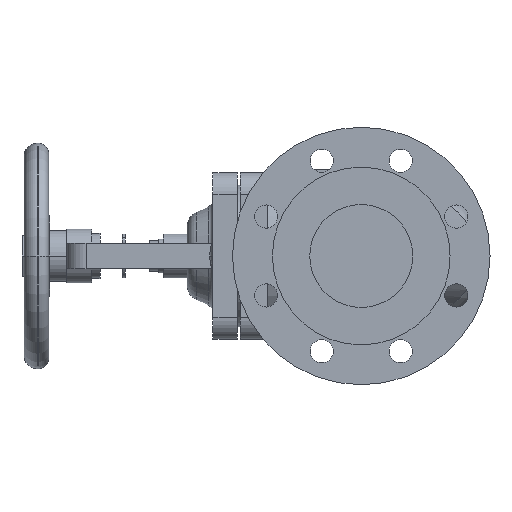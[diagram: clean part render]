
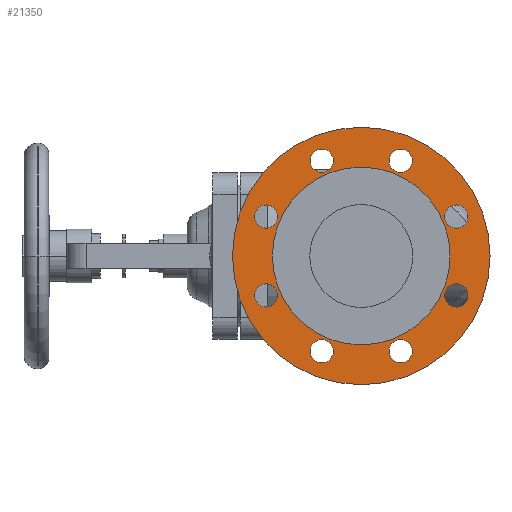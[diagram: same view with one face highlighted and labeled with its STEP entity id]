
A CAD part, left-side view. The second image highlights one B-rep face of the part: STEP entity #21350.
In plain terms, the highlighted planar face has unit normal (-1, 0, 0).
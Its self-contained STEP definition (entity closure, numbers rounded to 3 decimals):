
#10250=CARTESIAN_POINT('',(-150.7,0.,100.));
#10260=VERTEX_POINT('',#10250);
#10290=CARTESIAN_POINT('',(-150.7,0.,0.));
#10300=DIRECTION('',(1.,0.,0.));
#10310=DIRECTION('',(0.,0.,-1.));
#10320=AXIS2_PLACEMENT_3D('',#10290,#10300,#10310);
#10330=CIRCLE('',#10320,100.);
#10340=CARTESIAN_POINT('',(-150.7,0.,-100.));
#10350=VERTEX_POINT('',#10340);
#10360=EDGE_CURVE('',#10350,#10260,#10330,.T.);
#10740=CARTESIAN_POINT('',(-150.7,30.615,-82.91));
#10750=VERTEX_POINT('',#10740);
#10910=CARTESIAN_POINT('',(-150.7,30.615,-64.91));
#10920=VERTEX_POINT('',#10910);
#10950=CARTESIAN_POINT('',(-150.7,30.615,-73.91));
#10960=DIRECTION('',(-1.,0.,0.));
#10970=DIRECTION('',(0.,0.,-1.));
#10980=AXIS2_PLACEMENT_3D('',#10950,#10960,#10970);
#10990=CIRCLE('',#10980,9.);
#11000=EDGE_CURVE('',#10750,#10920,#10990,.T.);
#11230=CARTESIAN_POINT('',(-150.7,-30.615,-82.91));
#11240=VERTEX_POINT('',#11230);
#11400=CARTESIAN_POINT('',(-150.7,-30.615,-64.91));
#11410=VERTEX_POINT('',#11400);
#11440=CARTESIAN_POINT('',(-150.7,-30.615,-73.91));
#11450=DIRECTION('',(-1.,0.,0.));
#11460=DIRECTION('',(0.,0.,-1.));
#11470=AXIS2_PLACEMENT_3D('',#11440,#11450,#11460);
#11480=CIRCLE('',#11470,9.);
#11490=EDGE_CURVE('',#11240,#11410,#11480,.T.);
#11720=CARTESIAN_POINT('',(-150.7,73.91,-21.615));
#11730=VERTEX_POINT('',#11720);
#11890=CARTESIAN_POINT('',(-150.7,73.91,-39.615));
#11900=VERTEX_POINT('',#11890);
#11930=CARTESIAN_POINT('',(-150.7,73.91,-30.615));
#11940=DIRECTION('',(-1.,0.,0.));
#11950=DIRECTION('',(0.,0.,-1.));
#11960=AXIS2_PLACEMENT_3D('',#11930,#11940,#11950);
#11970=CIRCLE('',#11960,9.);
#11980=EDGE_CURVE('',#11730,#11900,#11970,.T.);
#12210=CARTESIAN_POINT('',(-150.7,-73.91,-39.615));
#12220=VERTEX_POINT('',#12210);
#12250=CARTESIAN_POINT('',(-150.7,-73.91,-30.615));
#12260=DIRECTION('',(-1.,0.,0.));
#12270=DIRECTION('',(0.,0.,-1.));
#12280=AXIS2_PLACEMENT_3D('',#12250,#12260,#12270);
#12290=CIRCLE('',#12280,9.);
#12300=CARTESIAN_POINT('',(-150.7,-73.91,-21.615));
#12310=VERTEX_POINT('',#12300);
#12320=EDGE_CURVE('',#12310,#12220,#12290,.T.);
#12700=CARTESIAN_POINT('',(-150.7,73.91,39.615));
#12710=VERTEX_POINT('',#12700);
#12740=CARTESIAN_POINT('',(-150.7,73.91,30.615));
#12750=DIRECTION('',(-1.,0.,0.));
#12760=DIRECTION('',(0.,0.,-1.));
#12770=AXIS2_PLACEMENT_3D('',#12740,#12750,#12760);
#12780=CIRCLE('',#12770,9.);
#12790=CARTESIAN_POINT('',(-150.7,73.91,21.615));
#12800=VERTEX_POINT('',#12790);
#12810=EDGE_CURVE('',#12800,#12710,#12780,.T.);
#13190=CARTESIAN_POINT('',(-150.7,-73.91,21.615));
#13200=VERTEX_POINT('',#13190);
#13230=CARTESIAN_POINT('',(-150.7,-73.91,30.615));
#13240=DIRECTION('',(-1.,0.,0.));
#13250=DIRECTION('',(0.,0.,-1.));
#13260=AXIS2_PLACEMENT_3D('',#13230,#13240,#13250);
#13270=CIRCLE('',#13260,9.);
#13280=CARTESIAN_POINT('',(-150.7,-73.91,39.615));
#13290=VERTEX_POINT('',#13280);
#13300=EDGE_CURVE('',#13290,#13200,#13270,.T.);
#13680=CARTESIAN_POINT('',(-150.7,30.615,82.91));
#13690=VERTEX_POINT('',#13680);
#13720=CARTESIAN_POINT('',(-150.7,30.615,73.91));
#13730=DIRECTION('',(-1.,0.,0.));
#13740=DIRECTION('',(0.,0.,-1.));
#13750=AXIS2_PLACEMENT_3D('',#13720,#13730,#13740);
#13760=CIRCLE('',#13750,9.);
#13770=CARTESIAN_POINT('',(-150.7,30.615,64.91));
#13780=VERTEX_POINT('',#13770);
#13790=EDGE_CURVE('',#13780,#13690,#13760,.T.);
#14170=CARTESIAN_POINT('',(-150.7,-30.615,82.91));
#14180=VERTEX_POINT('',#14170);
#14340=CARTESIAN_POINT('',(-150.7,-30.615,64.91));
#14350=VERTEX_POINT('',#14340);
#14380=CARTESIAN_POINT('',(-150.7,-30.615,73.91));
#14390=DIRECTION('',(-1.,0.,0.));
#14400=DIRECTION('',(0.,0.,-1.));
#14410=AXIS2_PLACEMENT_3D('',#14380,#14390,#14400);
#14420=CIRCLE('',#14410,9.);
#14430=EDGE_CURVE('',#14180,#14350,#14420,.T.);
#14660=CARTESIAN_POINT('',(-150.7,69.,0.));
#14670=VERTEX_POINT('',#14660);
#14700=CARTESIAN_POINT('',(-150.7,0.,0.));
#14710=DIRECTION('',(-1.,0.,0.));
#14720=DIRECTION('',(0.,1.,0.));
#14730=AXIS2_PLACEMENT_3D('',#14700,#14710,#14720);
#14740=CIRCLE('',#14730,69.);
#14750=CARTESIAN_POINT('',(-150.7,-69.,0.));
#14760=VERTEX_POINT('',#14750);
#14770=EDGE_CURVE('',#14760,#14670,#14740,.T.);
#20800=CARTESIAN_POINT('',(-150.7,84.5,0.));
#20810=DIRECTION('',(1.,0.,0.));
#20820=DIRECTION('',(0.,-1.,0.));
#20830=AXIS2_PLACEMENT_3D('',#20800,#20810,#20820);
#20840=PLANE('',#20830);
#20850=ORIENTED_EDGE('',*,*,#14770,.F.);
#20860=EDGE_CURVE('',#14670,#14760,#14740,.T.);
#20870=ORIENTED_EDGE('',*,*,#20860,.F.);
#20880=EDGE_LOOP('',(#20870,#20850));
#20890=FACE_BOUND('',#20880,.T.);
#20900=EDGE_CURVE('',#10260,#10350,#10330,.T.);
#20910=ORIENTED_EDGE('',*,*,#20900,.F.);
#20920=ORIENTED_EDGE('',*,*,#10360,.F.);
#20930=EDGE_LOOP('',(#20920,#20910));
#20940=FACE_OUTER_BOUND('',#20930,.T.);
#20950=EDGE_CURVE('',#10920,#10750,#10990,.T.);
#20960=ORIENTED_EDGE('',*,*,#20950,.F.);
#20970=ORIENTED_EDGE('',*,*,#11000,.F.);
#20980=EDGE_LOOP('',(#20970,#20960));
#20990=FACE_BOUND('',#20980,.T.);
#21000=EDGE_CURVE('',#11410,#11240,#11480,.T.);
#21010=ORIENTED_EDGE('',*,*,#21000,.F.);
#21020=ORIENTED_EDGE('',*,*,#11490,.F.);
#21030=EDGE_LOOP('',(#21020,#21010));
#21040=FACE_BOUND('',#21030,.T.);
#21050=EDGE_CURVE('',#11900,#11730,#11970,.T.);
#21060=ORIENTED_EDGE('',*,*,#21050,.F.);
#21070=ORIENTED_EDGE('',*,*,#11980,.F.);
#21080=EDGE_LOOP('',(#21070,#21060));
#21090=FACE_BOUND('',#21080,.T.);
#21100=EDGE_CURVE('',#12220,#12310,#12290,.T.);
#21110=ORIENTED_EDGE('',*,*,#21100,.F.);
#21120=ORIENTED_EDGE('',*,*,#12320,.F.);
#21130=EDGE_LOOP('',(#21120,#21110));
#21140=FACE_BOUND('',#21130,.T.);
#21150=EDGE_CURVE('',#12710,#12800,#12780,.T.);
#21160=ORIENTED_EDGE('',*,*,#21150,.F.);
#21170=ORIENTED_EDGE('',*,*,#12810,.F.);
#21180=EDGE_LOOP('',(#21170,#21160));
#21190=FACE_BOUND('',#21180,.T.);
#21200=EDGE_CURVE('',#13200,#13290,#13270,.T.);
#21210=ORIENTED_EDGE('',*,*,#21200,.F.);
#21220=ORIENTED_EDGE('',*,*,#13300,.F.);
#21230=EDGE_LOOP('',(#21220,#21210));
#21240=FACE_BOUND('',#21230,.T.);
#21250=ORIENTED_EDGE('',*,*,#13790,.F.);
#21260=EDGE_CURVE('',#13690,#13780,#13760,.T.);
#21270=ORIENTED_EDGE('',*,*,#21260,.F.);
#21280=EDGE_LOOP('',(#21270,#21250));
#21290=FACE_BOUND('',#21280,.T.);
#21300=EDGE_CURVE('',#14350,#14180,#14420,.T.);
#21310=ORIENTED_EDGE('',*,*,#21300,.F.);
#21320=ORIENTED_EDGE('',*,*,#14430,.F.);
#21330=EDGE_LOOP('',(#21320,#21310));
#21340=FACE_BOUND('',#21330,.T.);
#21350=ADVANCED_FACE('',(#20890,#20940,#20990,#21040,#21090,#21140,
#21190,#21240,#21290,#21340),#20840,.F.);
